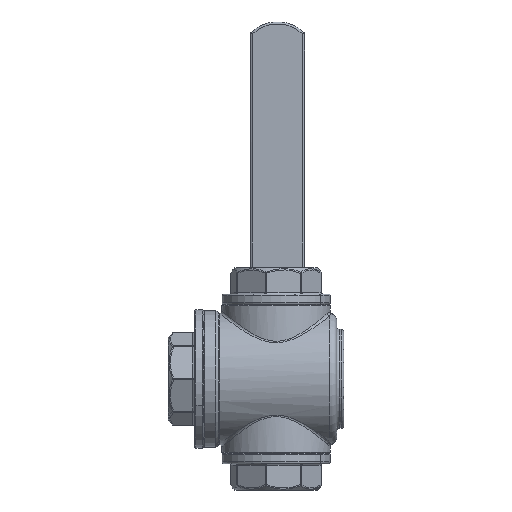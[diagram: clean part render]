
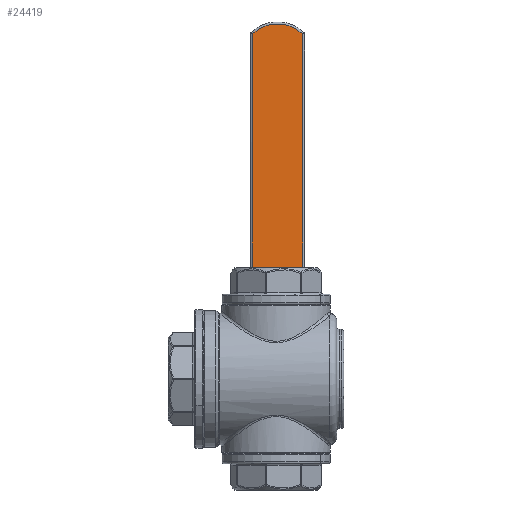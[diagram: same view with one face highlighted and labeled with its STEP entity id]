
A CAD part, front view. The second image highlights one B-rep face of the part: STEP entity #24419.
In plain terms, the highlighted planar face has unit normal (0, -1, 0).
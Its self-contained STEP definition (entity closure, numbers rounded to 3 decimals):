
#10061 = DIRECTION ( 'NONE',  ( 1., 0., 0. ) ) ;
#10063 = VECTOR ( 'NONE', #10061, 1000. ) ;
#10076 = CARTESIAN_POINT ( 'NONE',  ( 14.25, 92., 63.947 ) ) ;
#10077 = LINE ( 'NONE', #10076, #10063 ) ;
#10112 = DIRECTION ( 'NONE',  ( -1., 0., 0. ) ) ;
#10113 = DIRECTION ( 'NONE',  ( 0., -1., 0. ) ) ;
#10116 = AXIS2_PLACEMENT_3D ( 'NONE', #10127, #10113, #10112 ) ;
#10117 = CIRCLE ( 'NONE', #10116, 20.8 ) ;
#10122 = DIRECTION ( 'NONE',  ( -1., 0., 0. ) ) ;
#10123 = DIRECTION ( 'NONE',  ( 0., 1., 0. ) ) ;
#10125 = AXIS2_PLACEMENT_3D ( 'NONE', #10132, #10123, #10122 ) ;
#10127 = CARTESIAN_POINT ( 'NONE',  ( 0.75, 92., 182. ) ) ;
#10132 = CARTESIAN_POINT ( 'NONE',  ( 14.25, 92., 47.864 ) ) ;
#10134 = PLANE ( 'NONE',  #10125 ) ;
#10140 = FACE_OUTER_BOUND ( 'NONE', #24401, .T. ) ;
#10187 = CARTESIAN_POINT ( 'NONE',  ( 15.05, 92., 63.947 ) ) ;
#10188 = DIRECTION ( 'NONE',  ( 0., 0., 1. ) ) ;
#10189 = VECTOR ( 'NONE', #10188, 1000. ) ;
#10190 = CARTESIAN_POINT ( 'NONE',  ( 15.05, 92., 47.864 ) ) ;
#10192 = LINE ( 'NONE', #10190, #10189 ) ;
#10207 = CARTESIAN_POINT ( 'NONE',  ( 15.05, 92., 197.105 ) ) ;
#10300 = CARTESIAN_POINT ( 'NONE',  ( -13.55, 92., 197.105 ) ) ;
#10302 = DIRECTION ( 'NONE',  ( 0., 0., -1. ) ) ;
#10304 = VECTOR ( 'NONE', #10302, 1000. ) ;
#10306 = CARTESIAN_POINT ( 'NONE',  ( -13.55, 92., 47.864 ) ) ;
#10312 = LINE ( 'NONE', #10306, #10304 ) ;
#15654 = CARTESIAN_POINT ( 'NONE',  ( -13.55, 92., 63.947 ) ) ;
#24394 = ORIENTED_EDGE ( 'NONE', *, *, #24431, .T. ) ;
#24401 = EDGE_LOOP ( 'NONE', ( #24394, #24412, #24449, #24413 ) ) ;
#24412 = ORIENTED_EDGE ( 'NONE', *, *, #24420, .T. ) ;
#24413 = ORIENTED_EDGE ( 'NONE', *, *, #24414, .T. ) ;
#24414 = EDGE_CURVE ( 'NONE', #24507, #24432, #10077, .T. ) ;
#24419 = ADVANCED_FACE ( 'NONE', ( #10140 ), #10134, .F. ) ;
#24420 = EDGE_CURVE ( 'NONE', #24425, #24464, #10117, .T. ) ;
#24425 = VERTEX_POINT ( 'NONE', #10207 ) ;
#24431 = EDGE_CURVE ( 'NONE', #24432, #24425, #10192, .T. ) ;
#24432 = VERTEX_POINT ( 'NONE', #10187 ) ;
#24449 = ORIENTED_EDGE ( 'NONE', *, *, #24463, .T. ) ;
#24463 = EDGE_CURVE ( 'NONE', #24464, #24507, #10312, .T. ) ;
#24464 = VERTEX_POINT ( 'NONE', #10300 ) ;
#24507 = VERTEX_POINT ( 'NONE', #15654 ) ;
